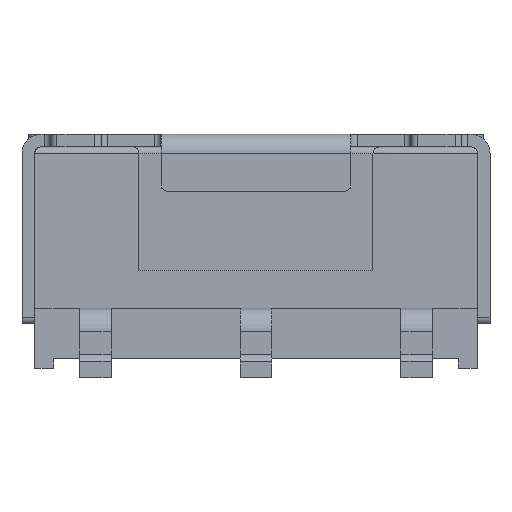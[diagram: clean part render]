
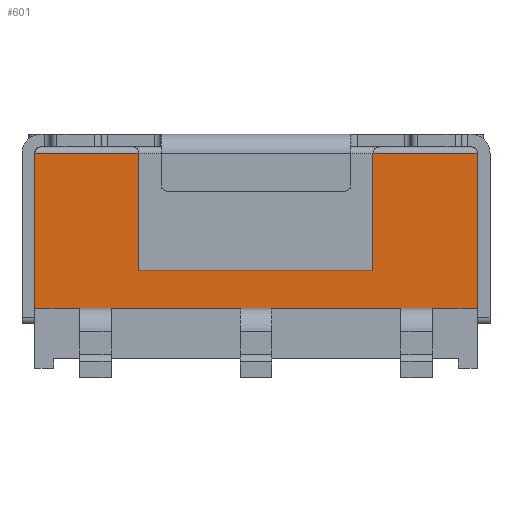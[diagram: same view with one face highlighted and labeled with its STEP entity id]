
A CAD part, left-side view. The second image highlights one B-rep face of the part: STEP entity #601.
In plain terms, the highlighted planar face has unit normal (-1, 0, 0).
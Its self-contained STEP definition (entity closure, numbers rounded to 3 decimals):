
#601 = ADVANCED_FACE( '', ( #1625 ), #1626, .F. );
#1625 = FACE_OUTER_BOUND( '', #3146, .T. );
#1626 = PLANE( '', #3147 );
#3146 = EDGE_LOOP( '', ( #5557, #5558, #5559, #5560, #5561, #5562, #5563, #5564, #5565, #5566, #5567, #5568, #5569, #5570 ) );
#3147 = AXIS2_PLACEMENT_3D( '', #5571, #5572, #5573 );
#5557 = ORIENTED_EDGE( '', *, *, #10076, .F. );
#5558 = ORIENTED_EDGE( '', *, *, #10077, .T. );
#5559 = ORIENTED_EDGE( '', *, *, #10078, .T. );
#5560 = ORIENTED_EDGE( '', *, *, #10079, .F. );
#5561 = ORIENTED_EDGE( '', *, *, #10080, .T. );
#5562 = ORIENTED_EDGE( '', *, *, #10081, .F. );
#5563 = ORIENTED_EDGE( '', *, *, #10082, .F. );
#5564 = ORIENTED_EDGE( '', *, *, #9862, .F. );
#5565 = ORIENTED_EDGE( '', *, *, #10083, .T. );
#5566 = ORIENTED_EDGE( '', *, *, #10084, .F. );
#5567 = ORIENTED_EDGE( '', *, *, #10085, .F. );
#5568 = ORIENTED_EDGE( '', *, *, #9938, .T. );
#5569 = ORIENTED_EDGE( '', *, *, #10086, .T. );
#5570 = ORIENTED_EDGE( '', *, *, #9853, .F. );
#5571 = CARTESIAN_POINT( '', ( -3.7, -3.5, 3.65 ) );
#5572 = DIRECTION( '', ( 1., 0., 0. ) );
#5573 = DIRECTION( '', ( 0., 0., -1. ) );
#9853 = EDGE_CURVE( '', #11691, #11686, #11693, .T. );
#9862 = EDGE_CURVE( '', #11707, #11709, #11710, .T. );
#9938 = EDGE_CURVE( '', #11839, #11841, #11843, .T. );
#10076 = EDGE_CURVE( '', #12088, #11691, #12089, .T. );
#10077 = EDGE_CURVE( '', #12088, #12090, #12091, .T. );
#10078 = EDGE_CURVE( '', #12090, #12092, #12093, .T. );
#10079 = EDGE_CURVE( '', #12094, #12092, #12095, .T. );
#10080 = EDGE_CURVE( '', #12094, #12096, #12097, .F. );
#10081 = EDGE_CURVE( '', #12098, #12096, #12099, .T. );
#10082 = EDGE_CURVE( '', #11709, #12098, #12100, .F. );
#10083 = EDGE_CURVE( '', #11707, #12101, #12102, .F. );
#10084 = EDGE_CURVE( '', #12103, #12101, #12104, .T. );
#10085 = EDGE_CURVE( '', #11839, #12103, #12105, .T. );
#10086 = EDGE_CURVE( '', #11841, #11686, #12106, .T. );
#11686 = VERTEX_POINT( '', #14411 );
#11691 = VERTEX_POINT( '', #14418 );
#11693 = LINE( '', #14421, #14422 );
#11707 = VERTEX_POINT( '', #14442 );
#11709 = VERTEX_POINT( '', #14445 );
#11710 = LINE( '', #14446, #14447 );
#11839 = VERTEX_POINT( '', #14661 );
#11841 = VERTEX_POINT( '', #14663 );
#11843 = LINE( '', #14665, #14666 );
#12088 = VERTEX_POINT( '', #15013 );
#12089 = LINE( '', #15014, #15015 );
#12090 = VERTEX_POINT( '', #15016 );
#12091 = LINE( '', #15017, #15018 );
#12092 = VERTEX_POINT( '', #15019 );
#12093 = LINE( '', #15020, #15021 );
#12094 = VERTEX_POINT( '', #15022 );
#12095 = LINE( '', #15023, #15024 );
#12096 = VERTEX_POINT( '', #15025 );
#12097 = LINE( '', #15026, #15027 );
#12098 = VERTEX_POINT( '', #15028 );
#12099 = LINE( '', #15029, #15030 );
#12100 = LINE( '', #15031, #15032 );
#12101 = VERTEX_POINT( '', #15033 );
#12102 = LINE( '', #15034, #15035 );
#12103 = VERTEX_POINT( '', #15036 );
#12104 = LINE( '', #15037, #15038 );
#12105 = LINE( '', #15039, #15040 );
#12106 = LINE( '', #15041, #15042 );
#14411 = CARTESIAN_POINT( '', ( -3.7, -1.85, 1.7 ) );
#14418 = CARTESIAN_POINT( '', ( -3.7, 1.85, 1.7 ) );
#14421 = CARTESIAN_POINT( '', ( -3.7, 1.85, 1.7 ) );
#14422 = VECTOR( '', #18697, 1000. );
#14442 = CARTESIAN_POINT( '', ( -3.7, -2.29, 1.1 ) );
#14445 = CARTESIAN_POINT( '', ( -3.7, -0.25, 1.1 ) );
#14446 = CARTESIAN_POINT( '', ( -3.7, -10.723, 1.1 ) );
#14447 = VECTOR( '', #18705, 1000. );
#14661 = CARTESIAN_POINT( '', ( -3.7, -3.5, 3.55 ) );
#14663 = CARTESIAN_POINT( '', ( -3.7, -1.85, 3.55 ) );
#14665 = CARTESIAN_POINT( '', ( -3.7, -3.5, 3.55 ) );
#14666 = VECTOR( '', #18780, 1000. );
#15013 = CARTESIAN_POINT( '', ( -3.7, 1.85, 3.55 ) );
#15014 = CARTESIAN_POINT( '', ( -3.7, 1.85, 12.688 ) );
#15015 = VECTOR( '', #18932, 1000. );
#15016 = CARTESIAN_POINT( '', ( -3.7, 3.5, 3.55 ) );
#15017 = CARTESIAN_POINT( '', ( -3.7, -3.5, 3.55 ) );
#15018 = VECTOR( '', #18933, 1000. );
#15019 = CARTESIAN_POINT( '', ( -3.7, 3.5, 1.1 ) );
#15020 = CARTESIAN_POINT( '', ( -3.7, 3.5, 3.65 ) );
#15021 = VECTOR( '', #18934, 1000. );
#15022 = CARTESIAN_POINT( '', ( -3.7, 2.79, 1.1 ) );
#15023 = CARTESIAN_POINT( '', ( -3.7, -10.723, 1.1 ) );
#15024 = VECTOR( '', #18935, 1000. );
#15025 = CARTESIAN_POINT( '', ( -3.7, 2.29, 1.1 ) );
#15026 = CARTESIAN_POINT( '', ( -3.7, 2.29, 1.1 ) );
#15027 = VECTOR( '', #18936, 1000. );
#15028 = CARTESIAN_POINT( '', ( -3.7, 0.25, 1.1 ) );
#15029 = CARTESIAN_POINT( '', ( -3.7, -10.723, 1.1 ) );
#15030 = VECTOR( '', #18937, 1000. );
#15031 = CARTESIAN_POINT( '', ( -3.7, 0.25, 1.1 ) );
#15032 = VECTOR( '', #18938, 1000. );
#15033 = CARTESIAN_POINT( '', ( -3.7, -2.79, 1.1 ) );
#15034 = CARTESIAN_POINT( '', ( -3.7, -2.79, 1.1 ) );
#15035 = VECTOR( '', #18939, 1000. );
#15036 = CARTESIAN_POINT( '', ( -3.7, -3.5, 1.1 ) );
#15037 = CARTESIAN_POINT( '', ( -3.7, -10.723, 1.1 ) );
#15038 = VECTOR( '', #18940, 1000. );
#15039 = CARTESIAN_POINT( '', ( -3.7, -3.5, 3.65 ) );
#15040 = VECTOR( '', #18941, 1000. );
#15041 = CARTESIAN_POINT( '', ( -3.7, -1.85, 12.688 ) );
#15042 = VECTOR( '', #18942, 1000. );
#18697 = DIRECTION( '', ( 0., -1., 0. ) );
#18705 = DIRECTION( '', ( 0., 1., 0. ) );
#18780 = DIRECTION( '', ( 0., 1., 0. ) );
#18932 = DIRECTION( '', ( 0., 0., -1. ) );
#18933 = DIRECTION( '', ( 0., 1., 0. ) );
#18934 = DIRECTION( '', ( 0., 0., -1. ) );
#18935 = DIRECTION( '', ( 0., 1., 0. ) );
#18936 = DIRECTION( '', ( 0., 1., 0. ) );
#18937 = DIRECTION( '', ( 0., 1., 0. ) );
#18938 = DIRECTION( '', ( 0., -1., 0. ) );
#18939 = DIRECTION( '', ( 0., 1., 0. ) );
#18940 = DIRECTION( '', ( 0., 1., 0. ) );
#18941 = DIRECTION( '', ( 0., 0., -1. ) );
#18942 = DIRECTION( '', ( 0., 0., -1. ) );
